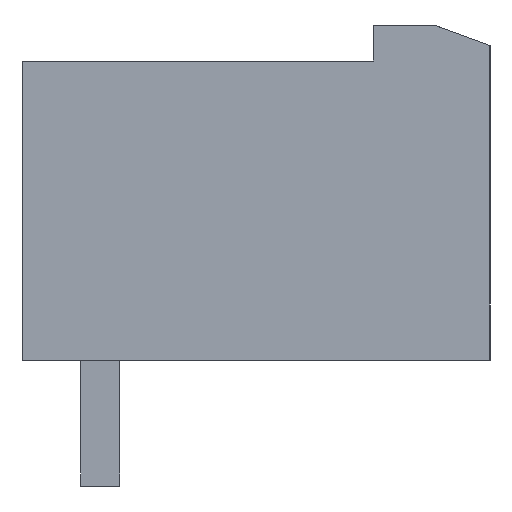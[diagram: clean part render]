
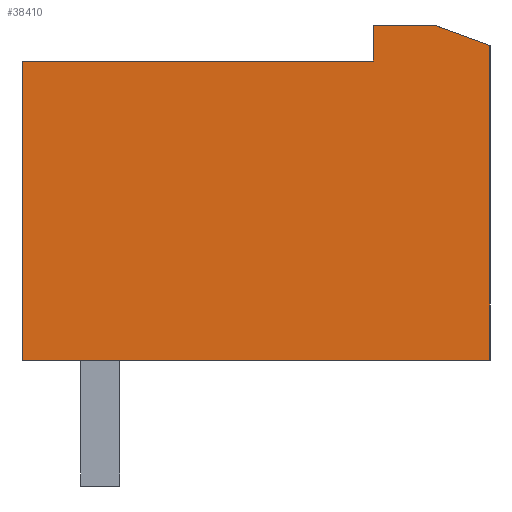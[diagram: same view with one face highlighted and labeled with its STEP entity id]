
A CAD part, left-side view. The second image highlights one B-rep face of the part: STEP entity #38410.
In plain terms, the highlighted face is planar.
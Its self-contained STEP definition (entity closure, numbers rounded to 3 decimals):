
#28320=CARTESIAN_POINT('',(-31.229,50.728,
15.975));
#28330=VERTEX_POINT('',#28320);
#28360=CARTESIAN_POINT('',(-32.529,51.201,
15.975));
#28370=DIRECTION('',(-0.94,0.342,0.));
#28380=VECTOR('',#28370,1.);
#28390=LINE('',#28360,#28380);
#28400=CARTESIAN_POINT('',(-32.603,51.228,
15.975));
#28410=VERTEX_POINT('',#28400);
#28420=EDGE_CURVE('',#28330,#28410,#28390,.T.);
#34860=CARTESIAN_POINT('',(-43.229,42.658,
15.975));
#34870=VERTEX_POINT('',#34860);
#34900=CARTESIAN_POINT('',(-39.729,42.658,
15.975));
#34910=DIRECTION('',(1.,0.,0.));
#34920=VECTOR('',#34910,1.);
#34930=LINE('',#34900,#34920);
#34940=CARTESIAN_POINT('',(-31.229,42.658,
15.975));
#34950=VERTEX_POINT('',#34940);
#34960=EDGE_CURVE('',#34870,#34950,#34930,.T.);
#37680=CARTESIAN_POINT('',(-43.229,50.328,
15.975));
#37690=VERTEX_POINT('',#37680);
#37720=CARTESIAN_POINT('',(-43.229,48.538,
15.975));
#37730=DIRECTION('',(0.,-1.,0.));
#37740=VECTOR('',#37730,1.);
#37750=LINE('',#37720,#37740);
#37760=EDGE_CURVE('',#37690,#34870,#37750,.T.);
#38030=CARTESIAN_POINT('',(-37.229,43.493,
15.975));
#38040=DIRECTION('',(0.,0.,1.));
#38050=DIRECTION('',(1.,0.,0.));
#38060=AXIS2_PLACEMENT_3D('',#38030,#38040,#38050);
#38070=PLANE('',#38060);
#38080=ORIENTED_EDGE('',*,*,#34960,.T.);
#38090=ORIENTED_EDGE('',*,*,#37760,.T.);
#38100=CARTESIAN_POINT('',(-43.229,50.328,
15.975));
#38110=DIRECTION('',(1.,0.,0.));
#38120=VECTOR('',#38110,1.);
#38130=LINE('',#38100,#38120);
#38140=CARTESIAN_POINT('',(-34.229,50.328,
15.975));
#38150=VERTEX_POINT('',#38140);
#38160=EDGE_CURVE('',#37690,#38150,#38130,.T.);
#38170=ORIENTED_EDGE('',*,*,#38160,.F.);
#38180=CARTESIAN_POINT('',(-34.229,50.328,
15.975));
#38190=DIRECTION('',(0.,1.,0.));
#38200=VECTOR('',#38190,1.);
#38210=LINE('',#38180,#38200);
#38220=CARTESIAN_POINT('',(-34.229,51.228,
15.975));
#38230=VERTEX_POINT('',#38220);
#38240=EDGE_CURVE('',#38150,#38230,#38210,.T.);
#38250=ORIENTED_EDGE('',*,*,#38240,.F.);
#38260=CARTESIAN_POINT('',(-34.229,51.228,
15.975));
#38270=DIRECTION('',(1.,0.,0.));
#38280=VECTOR('',#38270,1.);
#38290=LINE('',#38260,#38280);
#38300=EDGE_CURVE('',#38230,#28410,#38290,.T.);
#38310=ORIENTED_EDGE('',*,*,#38300,.F.);
#38320=ORIENTED_EDGE('',*,*,#28420,.T.);
#38330=CARTESIAN_POINT('',(-31.229,49.933,
15.975));
#38340=DIRECTION('',(0.,1.,0.));
#38350=VECTOR('',#38340,1.);
#38360=LINE('',#38330,#38350);
#38370=EDGE_CURVE('',#34950,#28330,#38360,.T.);
#38380=ORIENTED_EDGE('',*,*,#38370,.T.);
#38390=EDGE_LOOP('',(#38380,#38320,#38310,#38250,#38170,#38090,#38080));
#38400=FACE_OUTER_BOUND('',#38390,.T.);
#38410=ADVANCED_FACE('',(#38400),#38070,.T.);
